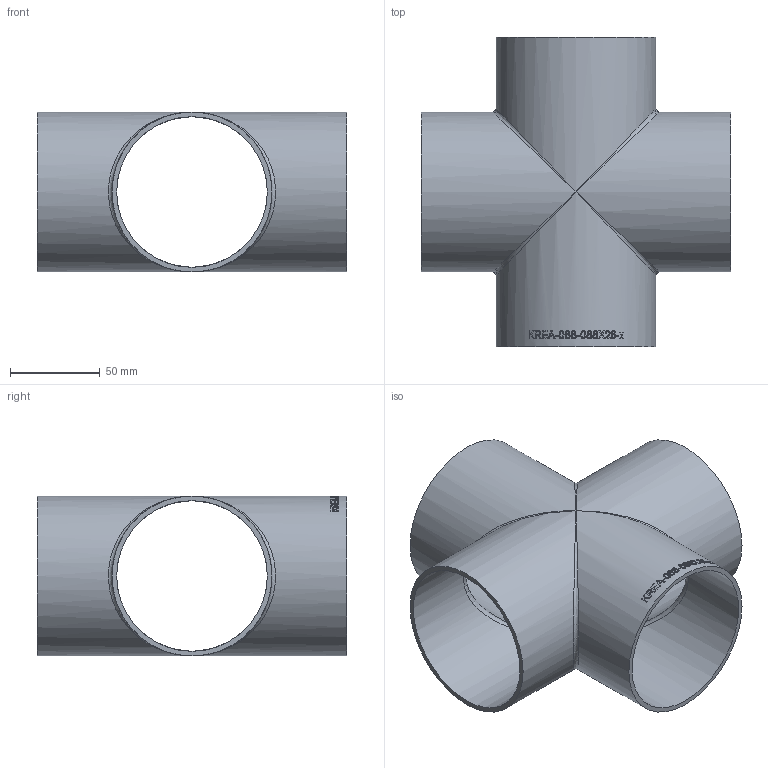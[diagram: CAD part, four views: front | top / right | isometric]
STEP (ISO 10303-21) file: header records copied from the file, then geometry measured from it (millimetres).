
FILE_DESCRIPTION (( 'STEP AP214' ), '1' );
FILE_NAME ('KREA-088-088X26-x Kreuz-Stück 2005.STEP', '2020-05-12T12:51:38', ( '' ), ( '' ), 'SwSTEP 2.0', 'SolidWorks 2019', '' );
FILE_SCHEMA (( 'AUTOMOTIVE_DESIGN' ));
Length unit declared in the file: millimetre
Products named in the file (1): KREA-088-088X26-x Kreuz-Stück 2005
Bounding box: 172 x 172 x 88.9 mm (x, y, z)
Volume: 164274.3 mm3; surface area: 129151.2 mm2
Topology: 1 solids, 1 shells, 262 faces, 687 edges, 438 vertices
Faces by surface type: bspline 164, plane 60, cylinder 38
Full cylindrical faces by diameter (mm): 83.7 x4, 88.9 x4
Entity records: 33125 total; most frequent: CARTESIAN_POINT 25693, ORIENTED_EDGE 1320, EDGE_CURVE 660, B_SPLINE_CURVE_WITH_KNOTS 488, DIRECTION 436, VERTEX_POINT 436, EDGE_LOOP 304, FACE_OUTER_BOUND 270
